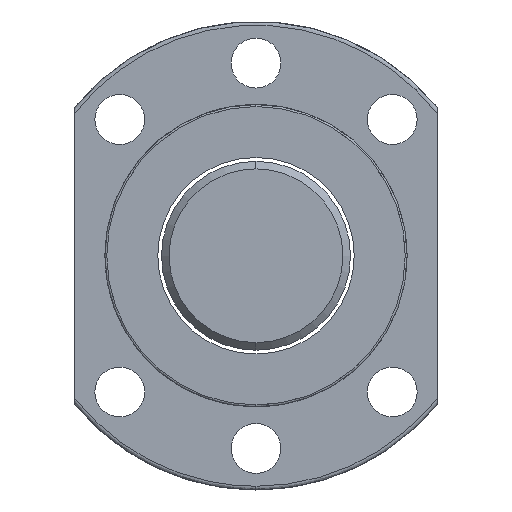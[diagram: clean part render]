
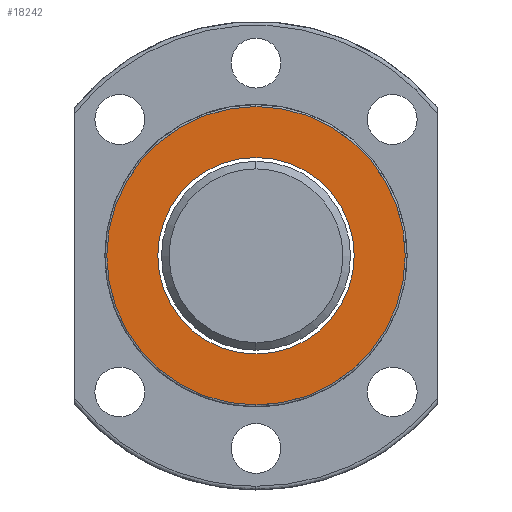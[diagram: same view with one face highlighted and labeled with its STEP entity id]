
A CAD part, left-side view. The second image highlights one B-rep face of the part: STEP entity #18242.
In plain terms, the highlighted planar face has unit normal (-1, 0, 0).
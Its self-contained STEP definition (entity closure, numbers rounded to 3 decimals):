
#407 = AXIS2_PLACEMENT_3D ( 'NONE', #14194, #12273, #965 ) ;
#416 = FACE_BOUND ( 'NONE', #3719, .T. ) ;
#445 = VERTEX_POINT ( 'NONE', #1129 ) ;
#763 = ORIENTED_EDGE ( 'NONE', *, *, #12044, .T. ) ;
#965 = DIRECTION ( 'NONE',  ( 0., 0., 1. ) ) ;
#1129 = CARTESIAN_POINT ( 'NONE',  ( -81., 0., -19.75 ) ) ;
#1229 = AXIS2_PLACEMENT_3D ( 'NONE', #15791, #17788, #13822 ) ;
#2203 = FACE_OUTER_BOUND ( 'NONE', #11866, .T. ) ;
#2883 = DIRECTION ( 'NONE',  ( 1., 0., 0. ) ) ;
#3027 = VERTEX_POINT ( 'NONE', #5416 ) ;
#3164 = DIRECTION ( 'NONE',  ( 1., 0., 0. ) ) ;
#3719 = EDGE_LOOP ( 'NONE', ( #21705, #763 ) ) ;
#5416 = CARTESIAN_POINT ( 'NONE',  ( -81., 0., 13. ) ) ;
#8521 = CARTESIAN_POINT ( 'NONE',  ( -81., 0., 0. ) ) ;
#10337 = PLANE ( 'NONE',  #407 ) ;
#10820 = CARTESIAN_POINT ( 'NONE',  ( -81., 0., -13. ) ) ;
#11866 = EDGE_LOOP ( 'NONE', ( #15999, #14309 ) ) ;
#11983 = CARTESIAN_POINT ( 'NONE',  ( -81., 0., 0. ) ) ;
#12044 = EDGE_CURVE ( 'NONE', #3027, #14829, #14923, .T. ) ;
#12273 = DIRECTION ( 'NONE',  ( -1., 0., 0. ) ) ;
#12353 = CARTESIAN_POINT ( 'NONE',  ( -81., 0., 0. ) ) ;
#12957 = CARTESIAN_POINT ( 'NONE',  ( -81., 0., 19.75 ) ) ;
#13555 = CIRCLE ( 'NONE', #15988, 19.75 ) ;
#13822 = DIRECTION ( 'NONE',  ( 0., 0., -1. ) ) ;
#14071 = DIRECTION ( 'NONE',  ( -1., 0., 0. ) ) ;
#14194 = CARTESIAN_POINT ( 'NONE',  ( -81., 16.375, 0. ) ) ;
#14309 = ORIENTED_EDGE ( 'NONE', *, *, #18874, .T. ) ;
#14829 = VERTEX_POINT ( 'NONE', #10820 ) ;
#14923 = CIRCLE ( 'NONE', #18616, 13. ) ;
#15201 = AXIS2_PLACEMENT_3D ( 'NONE', #12353, #3164, #23868 ) ;
#15791 = CARTESIAN_POINT ( 'NONE',  ( -81., 0., 0. ) ) ;
#15978 = DIRECTION ( 'NONE',  ( 0., 0., -1. ) ) ;
#15988 = AXIS2_PLACEMENT_3D ( 'NONE', #11983, #14071, #21545 ) ;
#15999 = ORIENTED_EDGE ( 'NONE', *, *, #24349, .T. ) ;
#17788 = DIRECTION ( 'NONE',  ( -1., 0., 0. ) ) ;
#18242 = ADVANCED_FACE ( 'NONE', ( #2203, #416 ), #10337, .T. ) ;
#18616 = AXIS2_PLACEMENT_3D ( 'NONE', #8521, #2883, #15978 ) ;
#18874 = EDGE_CURVE ( 'NONE', #23820, #445, #21461, .T. ) ;
#19505 = CIRCLE ( 'NONE', #15201, 13. ) ;
#21461 = CIRCLE ( 'NONE', #1229, 19.75 ) ;
#21545 = DIRECTION ( 'NONE',  ( 0., 0., -1. ) ) ;
#21705 = ORIENTED_EDGE ( 'NONE', *, *, #24064, .T. ) ;
#23820 = VERTEX_POINT ( 'NONE', #12957 ) ;
#23868 = DIRECTION ( 'NONE',  ( 0., 0., -1. ) ) ;
#24064 = EDGE_CURVE ( 'NONE', #14829, #3027, #19505, .T. ) ;
#24349 = EDGE_CURVE ( 'NONE', #445, #23820, #13555, .T. ) ;
